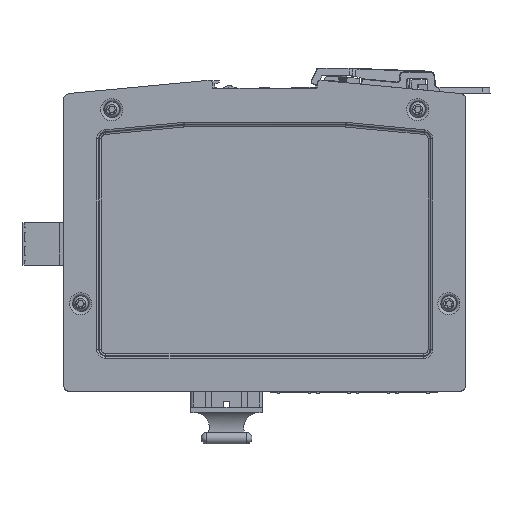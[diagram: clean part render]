
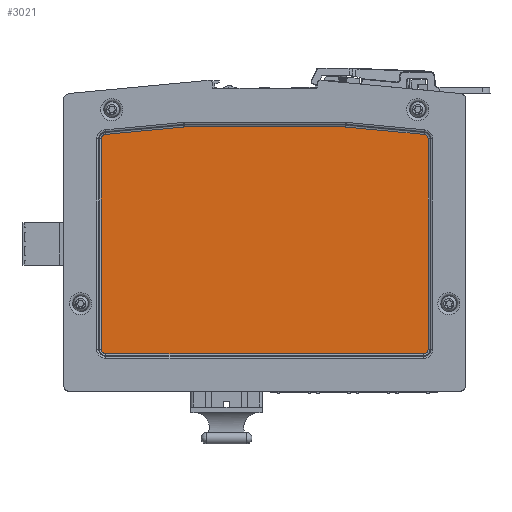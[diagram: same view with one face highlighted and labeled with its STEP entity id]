
A CAD part, top view. The second image highlights one B-rep face of the part: STEP entity #3021.
In plain terms, the highlighted planar face has unit normal (0, 0, 1).
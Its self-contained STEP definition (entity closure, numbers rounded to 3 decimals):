
#3021=ADVANCED_FACE('',(#8674),#6272,.T.);
#6272=PLANE('',#62176);
#8674=FACE_OUTER_BOUND('',#12250,.T.);
#12250=EDGE_LOOP('',(#18381,#18382,#18383,#18384,#18385,#18386,#18387,#18388,
#18389,#18390,#18391,#18392));
#18381=ORIENTED_EDGE('',*,*,#43472,.F.);
#18382=ORIENTED_EDGE('',*,*,#43473,.F.);
#18383=ORIENTED_EDGE('',*,*,#43474,.F.);
#18384=ORIENTED_EDGE('',*,*,#43475,.F.);
#18385=ORIENTED_EDGE('',*,*,#43476,.F.);
#18386=ORIENTED_EDGE('',*,*,#43471,.T.);
#18387=ORIENTED_EDGE('',*,*,#43477,.F.);
#18388=ORIENTED_EDGE('',*,*,#43467,.T.);
#18389=ORIENTED_EDGE('',*,*,#43478,.F.);
#18390=ORIENTED_EDGE('',*,*,#43479,.F.);
#18391=ORIENTED_EDGE('',*,*,#43480,.F.);
#18392=ORIENTED_EDGE('',*,*,#43481,.F.);
#36454=VERTEX_POINT('',#87031);
#36456=VERTEX_POINT('',#87041);
#36458=VERTEX_POINT('',#87052);
#36460=VERTEX_POINT('',#87062);
#36461=VERTEX_POINT('',#87072);
#36462=VERTEX_POINT('',#87073);
#36463=VERTEX_POINT('',#87080);
#36464=VERTEX_POINT('',#87085);
#36465=VERTEX_POINT('',#87092);
#36466=VERTEX_POINT('',#87105);
#36467=VERTEX_POINT('',#87112);
#36468=VERTEX_POINT('',#87117);
#43467=EDGE_CURVE('',#36454,#36456,#53385,.T.);
#43471=EDGE_CURVE('',#36458,#36460,#53389,.T.);
#43472=EDGE_CURVE('',#36461,#36462,#53390,.T.);
#43473=EDGE_CURVE('',#36463,#36461,#53391,.T.);
#43474=EDGE_CURVE('',#36464,#36463,#53392,.T.);
#43475=EDGE_CURVE('',#36465,#36464,#53393,.T.);
#43476=EDGE_CURVE('',#36458,#36465,#53394,.T.);
#43477=EDGE_CURVE('',#36454,#36460,#53395,.T.);
#43478=EDGE_CURVE('',#36466,#36456,#53396,.T.);
#43479=EDGE_CURVE('',#36467,#36466,#53397,.T.);
#43480=EDGE_CURVE('',#36468,#36467,#53398,.T.);
#43481=EDGE_CURVE('',#36462,#36468,#53399,.T.);
#53385=B_SPLINE_CURVE_WITH_KNOTS('',3,(#87042,#87043,#87044,#87045),
 .UNSPECIFIED.,.F.,.F.,(4,4),(0.,1.),.UNSPECIFIED.);
#53389=B_SPLINE_CURVE_WITH_KNOTS('',3,(#87063,#87064,#87065,#87066),
 .UNSPECIFIED.,.F.,.F.,(4,4),(0.,1.),.UNSPECIFIED.);
#53390=B_SPLINE_CURVE_WITH_KNOTS('',3,(#87068,#87069,#87070,#87071),
 .UNSPECIFIED.,.F.,.F.,(4,4),(0.,1.),.UNSPECIFIED.);
#53391=B_SPLINE_CURVE_WITH_KNOTS('',3,(#87074,#87075,#87076,#87077,#87078,
#87079),.UNSPECIFIED.,.F.,.F.,(4,2,4),(0.,0.5,1.),.UNSPECIFIED.);
#53392=B_SPLINE_CURVE_WITH_KNOTS('',3,(#87081,#87082,#87083,#87084),
 .UNSPECIFIED.,.F.,.F.,(4,4),(0.,1.),.UNSPECIFIED.);
#53393=B_SPLINE_CURVE_WITH_KNOTS('',3,(#87086,#87087,#87088,#87089,#87090,
#87091),.UNSPECIFIED.,.F.,.F.,(4,2,4),(0.,0.5,1.),.UNSPECIFIED.);
#53394=B_SPLINE_CURVE_WITH_KNOTS('',3,(#87093,#87094,#87095,#87096),
 .UNSPECIFIED.,.F.,.F.,(4,4),(0.,1.),.UNSPECIFIED.);
#53395=B_SPLINE_CURVE_WITH_KNOTS('',3,(#87097,#87098,#87099,#87100),
 .UNSPECIFIED.,.F.,.F.,(4,4),(0.,1.),.UNSPECIFIED.);
#53396=B_SPLINE_CURVE_WITH_KNOTS('',3,(#87101,#87102,#87103,#87104),
 .UNSPECIFIED.,.F.,.F.,(4,4),(0.,1.),.UNSPECIFIED.);
#53397=B_SPLINE_CURVE_WITH_KNOTS('',3,(#87106,#87107,#87108,#87109,#87110,
#87111),.UNSPECIFIED.,.F.,.F.,(4,2,4),(0.,0.5,1.),.UNSPECIFIED.);
#53398=B_SPLINE_CURVE_WITH_KNOTS('',3,(#87113,#87114,#87115,#87116),
 .UNSPECIFIED.,.F.,.F.,(4,4),(0.,1.),.UNSPECIFIED.);
#53399=B_SPLINE_CURVE_WITH_KNOTS('',3,(#87118,#87119,#87120,#87121,#87122,
#87123),.UNSPECIFIED.,.F.,.F.,(4,2,4),(0.,0.5,1.),.UNSPECIFIED.);
#62176=AXIS2_PLACEMENT_3D('',#87124,#65973,#65974);
#65973=DIRECTION('',(0.,0.,1.));
#65974=DIRECTION('',(1.,0.,0.));
#87031=CARTESIAN_POINT('',(-28.47,40.386,36.2));
#87041=CARTESIAN_POINT('',(-28.62,40.379,36.2));
#87042=CARTESIAN_POINT('',(-28.47,40.386,36.2));
#87043=CARTESIAN_POINT('',(-28.52,40.383,36.2));
#87044=CARTESIAN_POINT('',(-28.57,40.381,36.2));
#87045=CARTESIAN_POINT('',(-28.62,40.379,36.2));
#87052=CARTESIAN_POINT('',(28.62,40.379,36.2));
#87062=CARTESIAN_POINT('',(28.47,40.386,36.2));
#87063=CARTESIAN_POINT('',(28.62,40.379,36.2));
#87064=CARTESIAN_POINT('',(28.57,40.381,36.2));
#87065=CARTESIAN_POINT('',(28.52,40.383,36.2));
#87066=CARTESIAN_POINT('',(28.47,40.386,36.2));
#87068=CARTESIAN_POINT('',(56.1,-39.686,36.2));
#87069=CARTESIAN_POINT('',(18.7,-39.686,36.2));
#87070=CARTESIAN_POINT('',(-18.7,-39.686,36.2));
#87071=CARTESIAN_POINT('',(-56.1,-39.686,36.2));
#87072=CARTESIAN_POINT('',(56.1,-39.686,36.2));
#87073=CARTESIAN_POINT('',(-56.1,-39.686,36.2));
#87074=CARTESIAN_POINT('',(57.686,-38.1,36.2));
#87075=CARTESIAN_POINT('',(57.686,-38.515,36.2));
#87076=CARTESIAN_POINT('',(57.515,-38.928,36.2));
#87077=CARTESIAN_POINT('',(56.928,-39.515,36.2));
#87078=CARTESIAN_POINT('',(56.515,-39.686,36.2));
#87079=CARTESIAN_POINT('',(56.1,-39.686,36.2));
#87080=CARTESIAN_POINT('',(57.686,-38.1,36.2));
#87081=CARTESIAN_POINT('',(57.686,36.188,36.2));
#87082=CARTESIAN_POINT('',(57.686,11.425,36.2));
#87083=CARTESIAN_POINT('',(57.686,-13.337,36.2));
#87084=CARTESIAN_POINT('',(57.686,-38.1,36.2));
#87085=CARTESIAN_POINT('',(57.686,36.188,36.2));
#87086=CARTESIAN_POINT('',(56.249,37.767,36.2));
#87087=CARTESIAN_POINT('',(56.638,37.73,36.2));
#87088=CARTESIAN_POINT('',(57.01,37.544,36.2));
#87089=CARTESIAN_POINT('',(57.536,36.967,36.2));
#87090=CARTESIAN_POINT('',(57.686,36.578,36.2));
#87091=CARTESIAN_POINT('',(57.686,36.188,36.2));
#87092=CARTESIAN_POINT('',(56.249,37.767,36.2));
#87093=CARTESIAN_POINT('',(28.62,40.379,36.2));
#87094=CARTESIAN_POINT('',(37.829,39.508,36.2));
#87095=CARTESIAN_POINT('',(47.039,38.638,36.2));
#87096=CARTESIAN_POINT('',(56.249,37.767,36.2));
#87097=CARTESIAN_POINT('',(-28.47,40.386,36.2));
#87098=CARTESIAN_POINT('',(-9.49,40.386,36.2));
#87099=CARTESIAN_POINT('',(9.49,40.386,36.2));
#87100=CARTESIAN_POINT('',(28.47,40.386,36.2));
#87101=CARTESIAN_POINT('',(-56.249,37.767,36.2));
#87102=CARTESIAN_POINT('',(-47.039,38.638,36.2));
#87103=CARTESIAN_POINT('',(-37.829,39.508,36.2));
#87104=CARTESIAN_POINT('',(-28.62,40.379,36.2));
#87105=CARTESIAN_POINT('',(-56.249,37.767,36.2));
#87106=CARTESIAN_POINT('',(-57.686,36.188,36.2));
#87107=CARTESIAN_POINT('',(-57.686,36.578,36.2));
#87108=CARTESIAN_POINT('',(-57.536,36.967,36.2));
#87109=CARTESIAN_POINT('',(-57.01,37.544,36.2));
#87110=CARTESIAN_POINT('',(-56.638,37.73,36.2));
#87111=CARTESIAN_POINT('',(-56.249,37.767,36.2));
#87112=CARTESIAN_POINT('',(-57.686,36.188,36.2));
#87113=CARTESIAN_POINT('',(-57.686,-38.1,36.2));
#87114=CARTESIAN_POINT('',(-57.686,-13.337,36.2));
#87115=CARTESIAN_POINT('',(-57.686,11.425,36.2));
#87116=CARTESIAN_POINT('',(-57.686,36.188,36.2));
#87117=CARTESIAN_POINT('',(-57.686,-38.1,36.2));
#87118=CARTESIAN_POINT('',(-56.1,-39.686,36.2));
#87119=CARTESIAN_POINT('',(-56.515,-39.686,36.2));
#87120=CARTESIAN_POINT('',(-56.928,-39.515,36.2));
#87121=CARTESIAN_POINT('',(-57.515,-38.928,36.2));
#87122=CARTESIAN_POINT('',(-57.686,-38.515,36.2));
#87123=CARTESIAN_POINT('',(-57.686,-38.1,36.2));
#87124=CARTESIAN_POINT('',(0.,-0.396,36.2));
